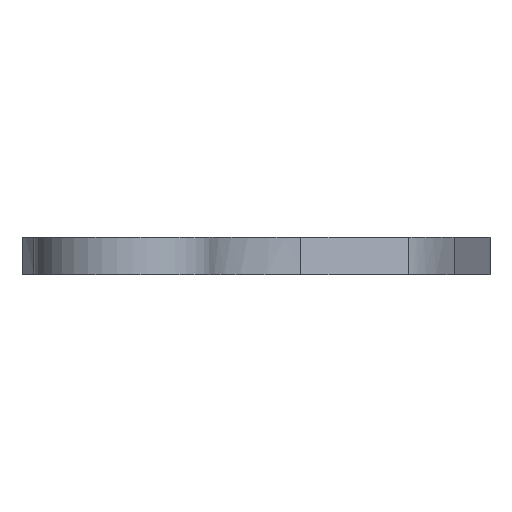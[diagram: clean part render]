
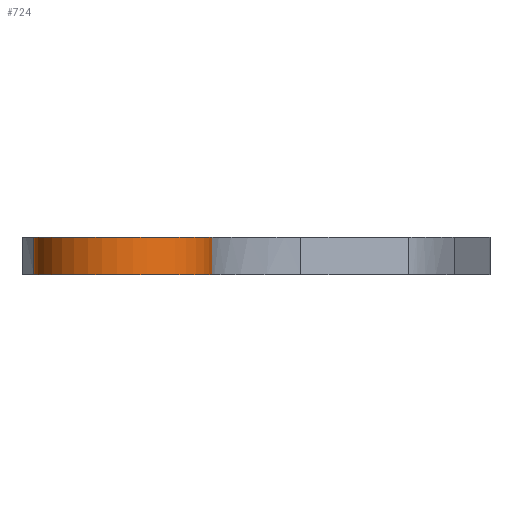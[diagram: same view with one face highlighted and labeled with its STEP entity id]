
A CAD part, left-side view. The second image highlights one B-rep face of the part: STEP entity #724.
In plain terms, the highlighted cylindrical face has radius 15 mm (diameter 30 mm), a partial arc.
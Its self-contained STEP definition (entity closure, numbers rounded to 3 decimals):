
#24=CYLINDRICAL_SURFACE('',#781,15.);
#45=CIRCLE('',#748,15.);
#53=CIRCLE('',#757,15.);
#105=FACE_OUTER_BOUND('',#156,.T.);
#156=EDGE_LOOP('',(#655,#656,#657,#658));
#210=LINE('',#2163,#260);
#217=LINE('',#2357,#267);
#260=VECTOR('',#877,10.);
#267=VECTOR('',#886,10.);
#310=VERTEX_POINT('',#1076);
#311=VERTEX_POINT('',#1092);
#338=VERTEX_POINT('',#1394);
#339=VERTEX_POINT('',#1410);
#381=EDGE_CURVE('',#310,#311,#45,.T.);
#411=EDGE_CURVE('',#338,#339,#53,.T.);
#453=EDGE_CURVE('',#311,#338,#210,.T.);
#460=EDGE_CURVE('',#310,#339,#217,.T.);
#655=ORIENTED_EDGE('',*,*,#460,.T.);
#656=ORIENTED_EDGE('',*,*,#411,.F.);
#657=ORIENTED_EDGE('',*,*,#453,.F.);
#658=ORIENTED_EDGE('',*,*,#381,.F.);
#724=ADVANCED_FACE('',(#105),#24,.T.);
#748=AXIS2_PLACEMENT_3D('',#1093,#797,#798);
#757=AXIS2_PLACEMENT_3D('',#1411,#826,#827);
#781=AXIS2_PLACEMENT_3D('',#2480,#909,#910);
#797=DIRECTION('center_axis',(0.,0.,1.));
#798=DIRECTION('ref_axis',(1.,0.,0.));
#826=DIRECTION('center_axis',(0.,0.,-1.));
#827=DIRECTION('ref_axis',(1.,0.,0.));
#877=DIRECTION('',(0.,0.,-1.));
#886=DIRECTION('',(0.,0.,-1.));
#909=DIRECTION('center_axis',(0.,0.,-1.));
#910=DIRECTION('ref_axis',(-0.973,0.231,0.));
#1076=CARTESIAN_POINT('',(37.776,131.427,6.3));
#1092=CARTESIAN_POINT('',(31.171,103.646,6.3));
#1093=CARTESIAN_POINT('Origin',(30.,118.6,6.3));
#1394=CARTESIAN_POINT('',(31.171,103.646,0.));
#1410=CARTESIAN_POINT('',(37.776,131.427,0.));
#1411=CARTESIAN_POINT('Origin',(30.,118.6,0.));
#2163=CARTESIAN_POINT('',(31.171,103.646,6.3));
#2357=CARTESIAN_POINT('',(37.776,131.427,6.3));
#2480=CARTESIAN_POINT('Origin',(30.,118.6,6.3));
